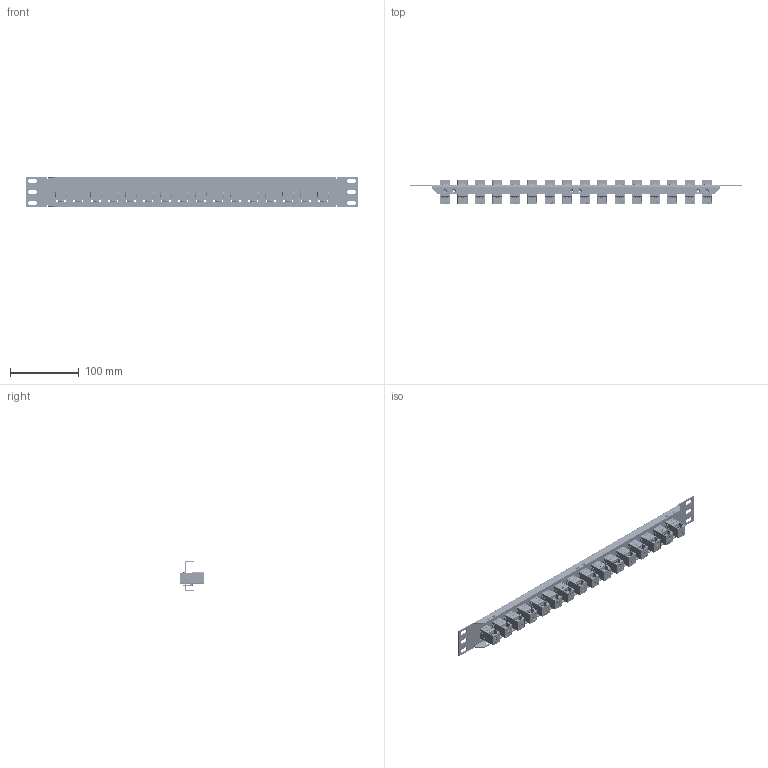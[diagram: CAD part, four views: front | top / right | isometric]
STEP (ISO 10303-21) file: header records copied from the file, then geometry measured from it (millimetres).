
FILE_DESCRIPTION (( 'STEP AP203' ), '1' );
FILE_NAME ('PR175R6-16.STEP', '2014-10-15T19:11:11', ( 'x' ), ( '' ), 'SwSTEP 2.0', 'SolidWorks 2014', '' );
FILE_SCHEMA (( 'CONFIG_CONTROL_DESIGN' ));
Length unit declared in the file: inch
Products named in the file (3): PR175UJ16-MA1; TDG1026KC-R6; PR175R6-16
Assembly tree (17 placements, depth 2):
  PR175R6-16
    PR175UJ16-MA1
    TDG1026KC-R6  x16
Bounding box: 482.6 x 36.05 x 43.94 mm (x, y, z)
Volume: 148528.1 mm3; surface area: 120779.1 mm2
Topology: 81 solids, 81 shells, 14789 faces, 39560 edges, 26096 vertices
Faces by surface type: plane 8501, bspline 5560, cylinder 544, torus 128, sphere 32, cone 24
Entity records: 68382 total; most frequent: CARTESIAN_POINT 34226, ORIENTED_EDGE 7828, DIRECTION 5032, EDGE_CURVE 3914, LINE 2760, VECTOR 2760, VERTEX_POINT 2591, EDGE_LOOP 1677
